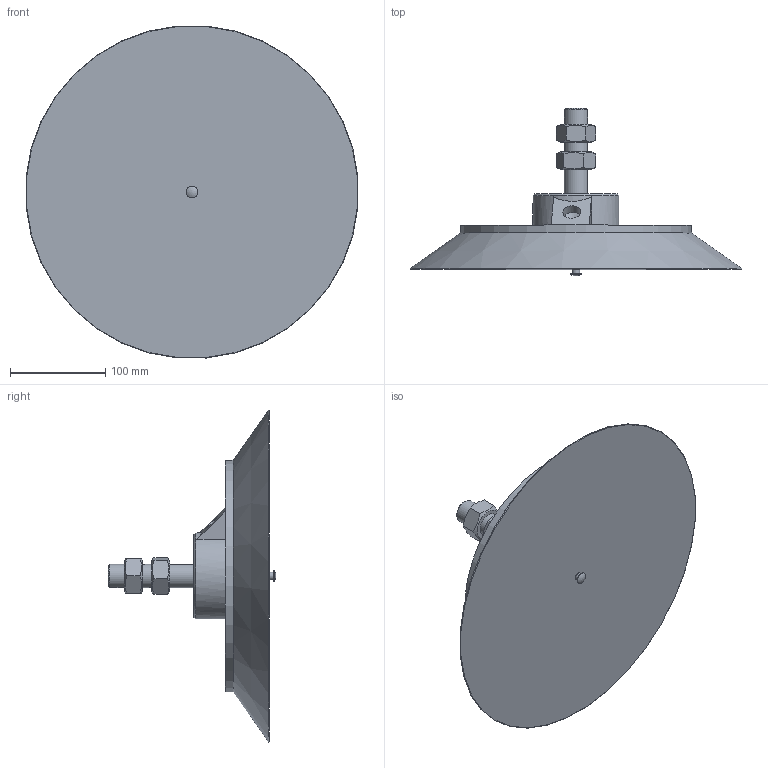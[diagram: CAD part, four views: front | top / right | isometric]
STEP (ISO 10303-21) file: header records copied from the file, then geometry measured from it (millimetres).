
FILE_DESCRIPTION(/* description */ (''),/* implementation_level */ '2;1');
FILE_NAME(/* name */ 'vdlv350nit.stp',/* time_stamp */ '2020-11-11T08:40:01+01:00',/* author */ ('enginyeria'),/* organization */ (''),/* preprocessor_version */ 'ST-DEVELOPER v17.2',/* originating_system */ 'Autodesk Inventor 2019',/* authorisation */ '');
FILE_SCHEMA (('CONFIG_CONTROL_DESIGN'));
Length unit declared in the file: millimetre
Products named in the file (1): Pieza2
Bounding box: 348.66 x 176.3 x 348.66 mm (x, y, z)
Volume: 3357302.8 mm3; surface area: 231255.9 mm2
Topology: 1 solids, 1 shells, 43 faces, 109 edges, 76 vertices
Faces by surface type: plane 24, cone 9, cylinder 8, sphere 1, torus 1
Full cylindrical faces by diameter (mm): 8.1 x1, 12.2 x1, 18.631 x1, 24.569 x3, 90.569 x1, 244 x1
Entity records: 1413 total; most frequent: CARTESIAN_POINT 276, DIRECTION 220, ORIENTED_EDGE 216, EDGE_CURVE 108, AXIS2_PLACEMENT_3D 92, VERTEX_POINT 76, EDGE_LOOP 52, CIRCLE 47
